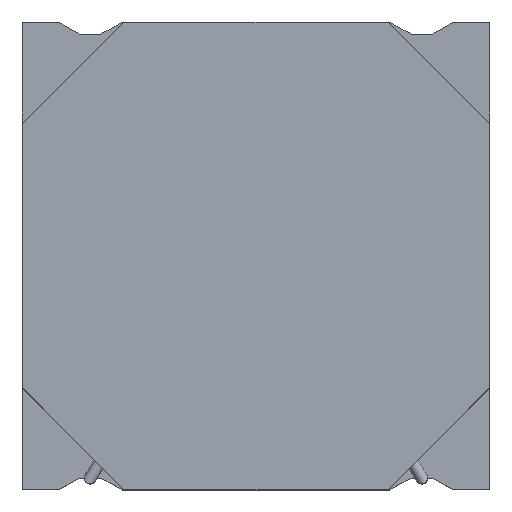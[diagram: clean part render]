
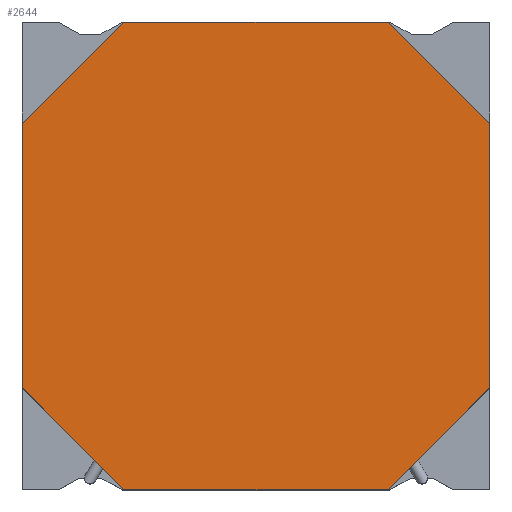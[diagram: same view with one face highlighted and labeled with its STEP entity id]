
A CAD part, top view. The second image highlights one B-rep face of the part: STEP entity #2644.
In plain terms, the highlighted planar face has unit normal (0, 0, 1).
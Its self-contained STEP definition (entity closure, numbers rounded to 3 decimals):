
#29 = VERTEX_POINT ( 'NONE', #363 ) ;
#68 = LINE ( 'NONE', #578, #1368 ) ;
#91 = ORIENTED_EDGE ( 'NONE', *, *, #128, .T. ) ;
#93 = CARTESIAN_POINT ( 'NONE',  ( 1.115, 1.975, 1.74 ) ) ;
#103 = LINE ( 'NONE', #2207, #2210 ) ;
#108 = EDGE_CURVE ( 'NONE', #1337, #850, #68, .T. ) ;
#128 = EDGE_CURVE ( 'NONE', #840, #2909, #103, .T. ) ;
#179 = DIRECTION ( 'NONE',  ( 0., 0., 1. ) ) ;
#189 = VECTOR ( 'NONE', #1683, 1000. ) ;
#363 = CARTESIAN_POINT ( 'NONE',  ( -1.115, 1.975, 1.74 ) ) ;
#395 = ORIENTED_EDGE ( 'NONE', *, *, #108, .T. ) ;
#468 = EDGE_CURVE ( 'NONE', #2909, #802, #796, .T. ) ;
#576 = CARTESIAN_POINT ( 'NONE',  ( -1.975, 1.115, 1.74 ) ) ;
#578 = CARTESIAN_POINT ( 'NONE',  ( -1.975, 1.115, 1.74 ) ) ;
#600 = LINE ( 'NONE', #1080, #189 ) ;
#602 = EDGE_CURVE ( 'NONE', #3263, #29, #3111, .T. ) ;
#658 = DIRECTION ( 'NONE',  ( -0.707, 0.707, 0. ) ) ;
#679 = CARTESIAN_POINT ( 'NONE',  ( -1.115, -1.975, 1.74 ) ) ;
#740 = ORIENTED_EDGE ( 'NONE', *, *, #602, .T. ) ;
#796 = LINE ( 'NONE', #1045, #1203 ) ;
#801 = CARTESIAN_POINT ( 'NONE',  ( -1.115, -1.975, 1.74 ) ) ;
#802 = VERTEX_POINT ( 'NONE', #2420 ) ;
#818 = EDGE_CURVE ( 'NONE', #29, #1337, #600, .T. ) ;
#840 = VERTEX_POINT ( 'NONE', #1719 ) ;
#850 = VERTEX_POINT ( 'NONE', #915 ) ;
#858 = EDGE_CURVE ( 'NONE', #850, #1456, #3014, .T. ) ;
#912 = DIRECTION ( 'NONE',  ( 0.707, 0.707, 0. ) ) ;
#915 = CARTESIAN_POINT ( 'NONE',  ( -1.975, -1.115, 1.74 ) ) ;
#1045 = CARTESIAN_POINT ( 'NONE',  ( 1.975, -1.115, 1.74 ) ) ;
#1080 = CARTESIAN_POINT ( 'NONE',  ( -1.115, 1.975, 1.74 ) ) ;
#1186 = AXIS2_PLACEMENT_3D ( 'NONE', #2053, #179, #3383 ) ;
#1203 = VECTOR ( 'NONE', #1867, 1000. ) ;
#1231 = FACE_OUTER_BOUND ( 'NONE', #3281, .T. ) ;
#1270 = CARTESIAN_POINT ( 'NONE',  ( 1.975, 1.115, 1.74 ) ) ;
#1337 = VERTEX_POINT ( 'NONE', #576 ) ;
#1368 = VECTOR ( 'NONE', #1678, 1000. ) ;
#1380 = ORIENTED_EDGE ( 'NONE', *, *, #858, .T. ) ;
#1456 = VERTEX_POINT ( 'NONE', #679 ) ;
#1496 = CARTESIAN_POINT ( 'NONE',  ( 1.115, 1.975, 1.74 ) ) ;
#1519 = LINE ( 'NONE', #1270, #1575 ) ;
#1561 = ORIENTED_EDGE ( 'NONE', *, *, #2337, .T. ) ;
#1575 = VECTOR ( 'NONE', #658, 1000. ) ;
#1678 = DIRECTION ( 'NONE',  ( 0., -1., 0. ) ) ;
#1683 = DIRECTION ( 'NONE',  ( -0.707, -0.707, 0. ) ) ;
#1719 = CARTESIAN_POINT ( 'NONE',  ( 1.115, -1.975, 1.74 ) ) ;
#1867 = DIRECTION ( 'NONE',  ( 0., 1., 0. ) ) ;
#1874 = DIRECTION ( 'NONE',  ( 1., 0., 0. ) ) ;
#1876 = VECTOR ( 'NONE', #2039, 1000. ) ;
#1903 = ORIENTED_EDGE ( 'NONE', *, *, #818, .T. ) ;
#2039 = DIRECTION ( 'NONE',  ( -1., 0., 0. ) ) ;
#2053 = CARTESIAN_POINT ( 'NONE',  ( -1.975, 1.975, 1.74 ) ) ;
#2207 = CARTESIAN_POINT ( 'NONE',  ( 1.115, -1.975, 1.74 ) ) ;
#2210 = VECTOR ( 'NONE', #912, 1000. ) ;
#2337 = EDGE_CURVE ( 'NONE', #1456, #840, #3199, .T. ) ;
#2375 = VECTOR ( 'NONE', #3032, 1000. ) ;
#2395 = ORIENTED_EDGE ( 'NONE', *, *, #2840, .T. ) ;
#2420 = CARTESIAN_POINT ( 'NONE',  ( 1.975, 1.115, 1.74 ) ) ;
#2586 = PLANE ( 'NONE',  #1186 ) ;
#2644 = ADVANCED_FACE ( 'NONE', ( #1231 ), #2586, .T. ) ;
#2746 = CARTESIAN_POINT ( 'NONE',  ( 1.975, -1.115, 1.74 ) ) ;
#2840 = EDGE_CURVE ( 'NONE', #802, #3263, #1519, .T. ) ;
#2909 = VERTEX_POINT ( 'NONE', #2746 ) ;
#2935 = ORIENTED_EDGE ( 'NONE', *, *, #468, .T. ) ;
#3014 = LINE ( 'NONE', #3331, #2375 ) ;
#3032 = DIRECTION ( 'NONE',  ( 0.707, -0.707, 0. ) ) ;
#3111 = LINE ( 'NONE', #93, #1876 ) ;
#3131 = VECTOR ( 'NONE', #1874, 1000. ) ;
#3199 = LINE ( 'NONE', #801, #3131 ) ;
#3263 = VERTEX_POINT ( 'NONE', #1496 ) ;
#3281 = EDGE_LOOP ( 'NONE', ( #740, #1903, #395, #1380, #1561, #91, #2935, #2395 ) ) ;
#3331 = CARTESIAN_POINT ( 'NONE',  ( -1.975, -1.115, 1.74 ) ) ;
#3383 = DIRECTION ( 'NONE',  ( 1., 0., 0. ) ) ;
